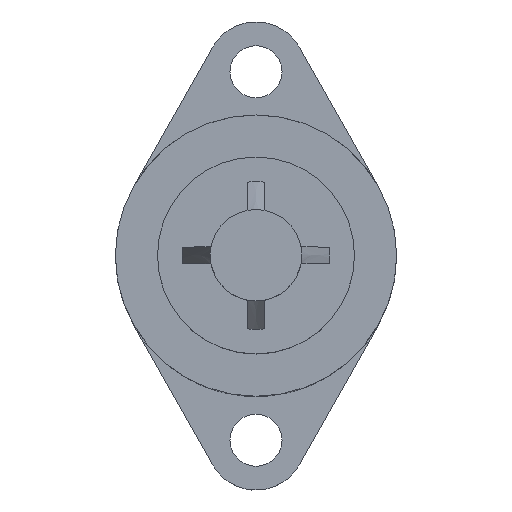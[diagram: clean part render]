
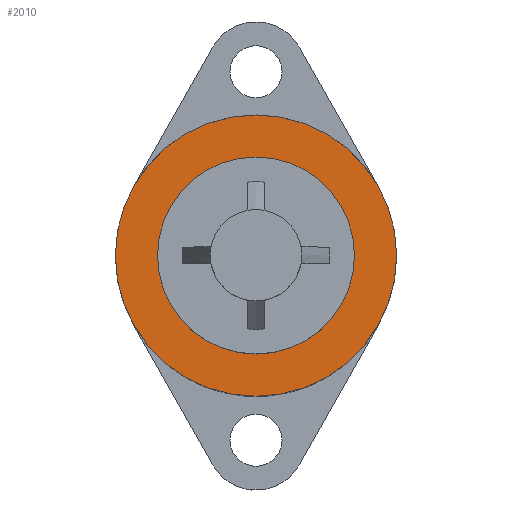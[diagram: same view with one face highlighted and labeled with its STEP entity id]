
A CAD part, top view. The second image highlights one B-rep face of the part: STEP entity #2010.
In plain terms, the highlighted planar face has unit normal (0, 0, 1).
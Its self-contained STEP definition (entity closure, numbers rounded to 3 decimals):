
#649=CARTESIAN_POINT('',(0.,0.,7.5));
#650=DIRECTION('',(0.,0.,1.));
#651=DIRECTION('',(1.,0.,0.));
#652=AXIS2_PLACEMENT_3D('',#649,#650,#651);
#654=CARTESIAN_POINT('',(0.,0.,7.5));
#655=DIRECTION('',(0.,0.,1.));
#656=DIRECTION('',(-1.,0.,0.));
#657=AXIS2_PLACEMENT_3D('',#654,#655,#656);
#659=CARTESIAN_POINT('',(0.,0.,7.5));
#660=DIRECTION('',(0.,0.,1.));
#661=DIRECTION('',(1.,0.,0.));
#662=AXIS2_PLACEMENT_3D('',#659,#660,#661);
#664=CARTESIAN_POINT('',(0.,0.,7.5));
#665=DIRECTION('',(0.,0.,1.));
#666=DIRECTION('',(-1.,0.,0.));
#667=AXIS2_PLACEMENT_3D('',#664,#665,#666);
#895=CARTESIAN_POINT('',(10.,0.,7.5));
#896=CARTESIAN_POINT('',(-10.,0.,7.5));
#897=VERTEX_POINT('',#895);
#898=VERTEX_POINT('',#896);
#903=CARTESIAN_POINT('',(7.,0.,7.5));
#904=CARTESIAN_POINT('',(-7.,0.,7.5));
#905=VERTEX_POINT('',#903);
#906=VERTEX_POINT('',#904);
#1995=CARTESIAN_POINT('',(0.,0.,7.5));
#1996=DIRECTION('',(0.,0.,1.));
#1997=DIRECTION('',(1.,0.,0.));
#1998=AXIS2_PLACEMENT_3D('',#1995,#1996,#1997);
#1999=PLANE('',#1998);
#2000=ORIENTED_EDGE('',*,*,#1234,.F.);
#2001=ORIENTED_EDGE('',*,*,#1206,.F.);
#2002=EDGE_LOOP('',(#2000,#2001));
#2003=FACE_OUTER_BOUND('',#2002,.F.);
#2005=ORIENTED_EDGE('',*,*,#2004,.T.);
#2007=ORIENTED_EDGE('',*,*,#2006,.T.);
#2008=EDGE_LOOP('',(#2005,#2007));
#2009=FACE_BOUND('',#2008,.F.);
#2010=ADVANCED_FACE('',(#2003,#2009),#1999,.T.);
#653=CIRCLE('',#652,7.);
#658=CIRCLE('',#657,7.);
#663=CIRCLE('',#662,10.);
#668=CIRCLE('',#667,10.);
#1206=EDGE_CURVE('',#898,#897,#668,.T.);
#1234=EDGE_CURVE('',#897,#898,#663,.T.);
#2004=EDGE_CURVE('',#905,#906,#653,.T.);
#2006=EDGE_CURVE('',#906,#905,#658,.T.);
